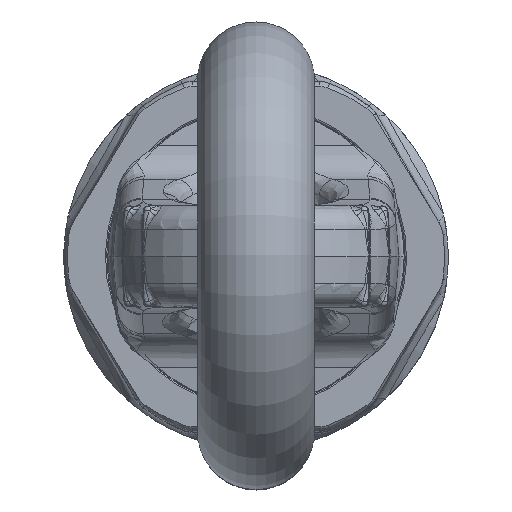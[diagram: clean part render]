
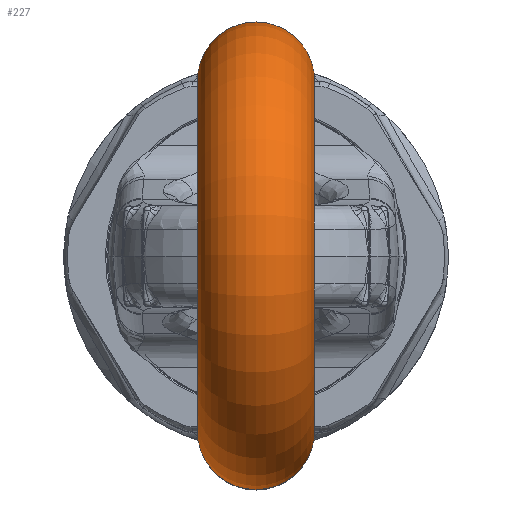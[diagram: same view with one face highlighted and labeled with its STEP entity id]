
A CAD part, top view. The second image highlights one B-rep face of the part: STEP entity #227.
In plain terms, the highlighted toroidal (fillet/blend) face has major radius 67.5 mm and minor radius 22.5 mm.
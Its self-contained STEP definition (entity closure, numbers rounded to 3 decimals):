
#112=CARTESIAN_POINT('Vertex',(22.5,67.5,95.249)) ;
#119=CARTESIAN_POINT('Vertex',(-22.5,67.5,95.249)) ;
#134=CARTESIAN_POINT('Axis2P3D Location',(0.,0.,95.249)) ;
#139=CARTESIAN_POINT('Axis2P3D Location',(-22.5,0.,95.249)) ;
#143=CARTESIAN_POINT('Vertex',(-22.5,-67.5,95.249)) ;
#146=CARTESIAN_POINT('Axis2P3D Location',(22.5,0.,95.249)) ;
#150=CARTESIAN_POINT('Vertex',(22.5,-67.5,95.249)) ;
#204=CARTESIAN_POINT('Axis2P3D Location',(0.,67.5,95.249)) ;
#216=CARTESIAN_POINT('Axis2P3D Location',(0.,-67.5,95.249)) ;
#135=DIRECTION('Axis2P3D Direction',(1.,0.,0.)) ;
#136=DIRECTION('Axis2P3D XDirection',(0.,1.,0.)) ;
#140=DIRECTION('Axis2P3D Direction',(1.,0.,0.)) ;
#147=DIRECTION('Axis2P3D Direction',(1.,0.,0.)) ;
#205=DIRECTION('Axis2P3D Direction',(0.,0.,1.)) ;
#217=DIRECTION('Axis2P3D Direction',(0.,0.,1.)) ;
#137=AXIS2_PLACEMENT_3D('Torus Axis2P3D',#134,#135,#136) ;
#141=AXIS2_PLACEMENT_3D('Circle Axis2P3D',#139,#140,$) ;
#148=AXIS2_PLACEMENT_3D('Circle Axis2P3D',#146,#147,$) ;
#206=AXIS2_PLACEMENT_3D('Circle Axis2P3D',#204,#205,$) ;
#218=AXIS2_PLACEMENT_3D('Circle Axis2P3D',#216,#217,$) ;
#222=ORIENTED_EDGE('',*,*,#152,.F.) ;
#223=ORIENTED_EDGE('',*,*,#208,.T.) ;
#224=ORIENTED_EDGE('',*,*,#145,.T.) ;
#225=ORIENTED_EDGE('',*,*,#220,.F.) ;
#227=ADVANCED_FACE('\X2\710A63A574B0\X0\',(#226),#138,.T.) ;
#142=CIRCLE('generated circle',#141,67.5) ;
#149=CIRCLE('generated circle',#148,67.5) ;
#207=CIRCLE('generated circle',#206,22.5) ;
#219=CIRCLE('generated circle',#218,22.5) ;
#138=TOROIDAL_SURFACE('homeo Torus',#137,67.5,22.5) ;
#145=EDGE_CURVE('',#120,#144,#142,.T.) ;
#152=EDGE_CURVE('',#113,#151,#149,.T.) ;
#208=EDGE_CURVE('',#113,#120,#207,.T.) ;
#220=EDGE_CURVE('',#151,#144,#219,.F.) ;
#221=EDGE_LOOP('',(#222,#223,#224,#225)) ;
#226=FACE_OUTER_BOUND('',#221,.T.) ;
#113=VERTEX_POINT('',#112) ;
#120=VERTEX_POINT('',#119) ;
#144=VERTEX_POINT('',#143) ;
#151=VERTEX_POINT('',#150) ;
